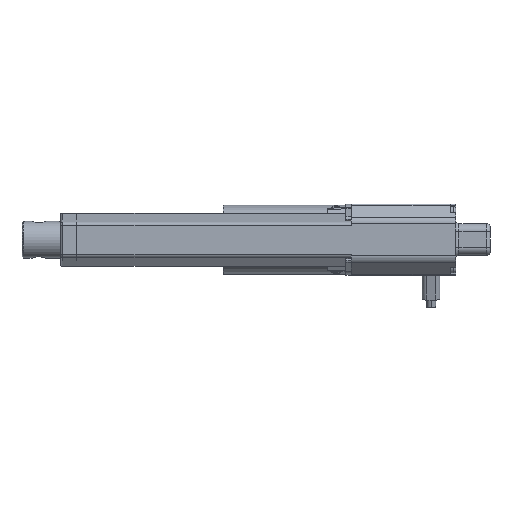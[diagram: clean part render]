
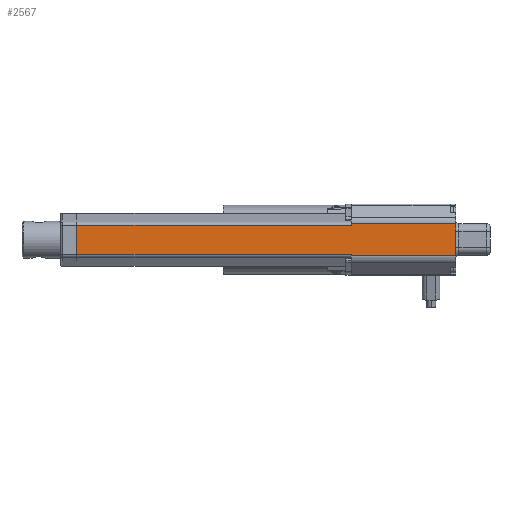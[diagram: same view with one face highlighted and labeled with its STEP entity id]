
A CAD part, left-side view. The second image highlights one B-rep face of the part: STEP entity #2567.
In plain terms, the highlighted planar face has unit normal (-1, 0, 0).
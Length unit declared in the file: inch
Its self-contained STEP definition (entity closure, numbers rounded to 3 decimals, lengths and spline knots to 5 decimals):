
#10 = CARTESIAN_POINT ( 'NONE',  ( 0., 8.28, -0.4638 ) ) ;
#55 = EDGE_LOOP ( 'NONE', ( #7652, #2574, #10569, #3764, #2833, #11219, #9218, #1057 ) ) ;
#634 = DIRECTION ( 'NONE',  ( 0., 0., -1. ) ) ;
#764 = CARTESIAN_POINT ( 'NONE',  ( 0., 2.28, -0.35 ) ) ;
#847 = DIRECTION ( 'NONE',  ( 0., -1., 0. ) ) ;
#1042 = EDGE_CURVE ( 'NONE', #2280, #5715, #1690, .T. ) ;
#1057 = ORIENTED_EDGE ( 'NONE', *, *, #9816, .T. ) ;
#1058 = EDGE_CURVE ( 'NONE', #4475, #5748, #2268, .T. ) ;
#1084 = EDGE_CURVE ( 'NONE', #2177, #2436, #3005, .T. ) ;
#1201 = CARTESIAN_POINT ( 'NONE',  ( 0., 8.28, -1.09992 ) ) ;
#1241 = LINE ( 'NONE', #3494, #3459 ) ;
#1528 = EDGE_CURVE ( 'NONE', #10328, #2280, #5941, .T. ) ;
#1586 = DIRECTION ( 'NONE',  ( 0., -1., 0. ) ) ;
#1633 = LINE ( 'NONE', #764, #6596 ) ;
#1690 = LINE ( 'NONE', #10, #11140 ) ;
#2036 = LINE ( 'NONE', #1201, #4559 ) ;
#2177 = VERTEX_POINT ( 'NONE', #9984 ) ;
#2201 = CARTESIAN_POINT ( 'NONE',  ( 0., 0., -0.43284 ) ) ;
#2268 = LINE ( 'NONE', #11569, #4213 ) ;
#2280 = VERTEX_POINT ( 'NONE', #9277 ) ;
#2436 = VERTEX_POINT ( 'NONE', #2201 ) ;
#2549 = DIRECTION ( 'NONE',  ( 0., 1., 0. ) ) ;
#2567 = ADVANCED_FACE ( 'NONE', ( #10920 ), #3345, .F. ) ;
#2574 = ORIENTED_EDGE ( 'NONE', *, *, #2623, .T. ) ;
#2623 = EDGE_CURVE ( 'NONE', #2436, #4755, #5414, .T. ) ;
#2833 = ORIENTED_EDGE ( 'NONE', *, *, #1528, .F. ) ;
#3005 = LINE ( 'NONE', #11114, #5509 ) ;
#3094 = EDGE_CURVE ( 'NONE', #10328, #5748, #2036, .T. ) ;
#3345 = PLANE ( 'NONE',  #4849 ) ;
#3459 = VECTOR ( 'NONE', #1586, 39.37008 ) ;
#3494 = CARTESIAN_POINT ( 'NONE',  ( 0., 2.28, -1.12716 ) ) ;
#3503 = DIRECTION ( 'NONE',  ( 0., 0., 1. ) ) ;
#3764 = ORIENTED_EDGE ( 'NONE', *, *, #1042, .F. ) ;
#3947 = CARTESIAN_POINT ( 'NONE',  ( 0., 8.28, -1.09992 ) ) ;
#4213 = VECTOR ( 'NONE', #5576, 39.37008 ) ;
#4475 = VERTEX_POINT ( 'NONE', #10292 ) ;
#4559 = VECTOR ( 'NONE', #6789, 39.37008 ) ;
#4755 = VERTEX_POINT ( 'NONE', #5260 ) ;
#4849 = AXIS2_PLACEMENT_3D ( 'NONE', #11582, #6200, #634 ) ;
#5130 = VECTOR ( 'NONE', #2549, 39.37008 ) ;
#5260 = CARTESIAN_POINT ( 'NONE',  ( 0., 2.28, -0.43284 ) ) ;
#5389 = CARTESIAN_POINT ( 'NONE',  ( 0., 8.28, -1.09992 ) ) ;
#5414 = LINE ( 'NONE', #9012, #5130 ) ;
#5509 = VECTOR ( 'NONE', #11274, 39.37008 ) ;
#5576 = DIRECTION ( 'NONE',  ( 0., 0., 1. ) ) ;
#5715 = VERTEX_POINT ( 'NONE', #11709 ) ;
#5748 = VERTEX_POINT ( 'NONE', #6719 ) ;
#5941 = LINE ( 'NONE', #5389, #6936 ) ;
#5945 = DIRECTION ( 'NONE',  ( 0., 0., 1. ) ) ;
#6200 = DIRECTION ( 'NONE',  ( 1., 0., 0. ) ) ;
#6596 = VECTOR ( 'NONE', #3503, 39.37008 ) ;
#6719 = CARTESIAN_POINT ( 'NONE',  ( 0., 2.28, -1.09992 ) ) ;
#6789 = DIRECTION ( 'NONE',  ( 0., -1., 0. ) ) ;
#6936 = VECTOR ( 'NONE', #5945, 39.37008 ) ;
#7652 = ORIENTED_EDGE ( 'NONE', *, *, #1084, .T. ) ;
#9012 = CARTESIAN_POINT ( 'NONE',  ( 0., 2.28, -0.43284 ) ) ;
#9218 = ORIENTED_EDGE ( 'NONE', *, *, #1058, .F. ) ;
#9277 = CARTESIAN_POINT ( 'NONE',  ( 0., 8.28, -0.4638 ) ) ;
#9816 = EDGE_CURVE ( 'NONE', #4475, #2177, #1241, .T. ) ;
#9984 = CARTESIAN_POINT ( 'NONE',  ( 0., 0., -1.12716 ) ) ;
#10292 = CARTESIAN_POINT ( 'NONE',  ( 0., 2.28, -1.12716 ) ) ;
#10328 = VERTEX_POINT ( 'NONE', #3947 ) ;
#10569 = ORIENTED_EDGE ( 'NONE', *, *, #11657, .F. ) ;
#10920 = FACE_OUTER_BOUND ( 'NONE', #55, .T. ) ;
#11114 = CARTESIAN_POINT ( 'NONE',  ( 0., 0., -0.35 ) ) ;
#11140 = VECTOR ( 'NONE', #847, 39.37008 ) ;
#11219 = ORIENTED_EDGE ( 'NONE', *, *, #3094, .T. ) ;
#11274 = DIRECTION ( 'NONE',  ( 0., 0., 1. ) ) ;
#11569 = CARTESIAN_POINT ( 'NONE',  ( 0., 2.28, -0.35 ) ) ;
#11582 = CARTESIAN_POINT ( 'NONE',  ( 0., 2.28, -0.35 ) ) ;
#11657 = EDGE_CURVE ( 'NONE', #5715, #4755, #1633, .T. ) ;
#11709 = CARTESIAN_POINT ( 'NONE',  ( 0., 2.28, -0.4638 ) ) ;
